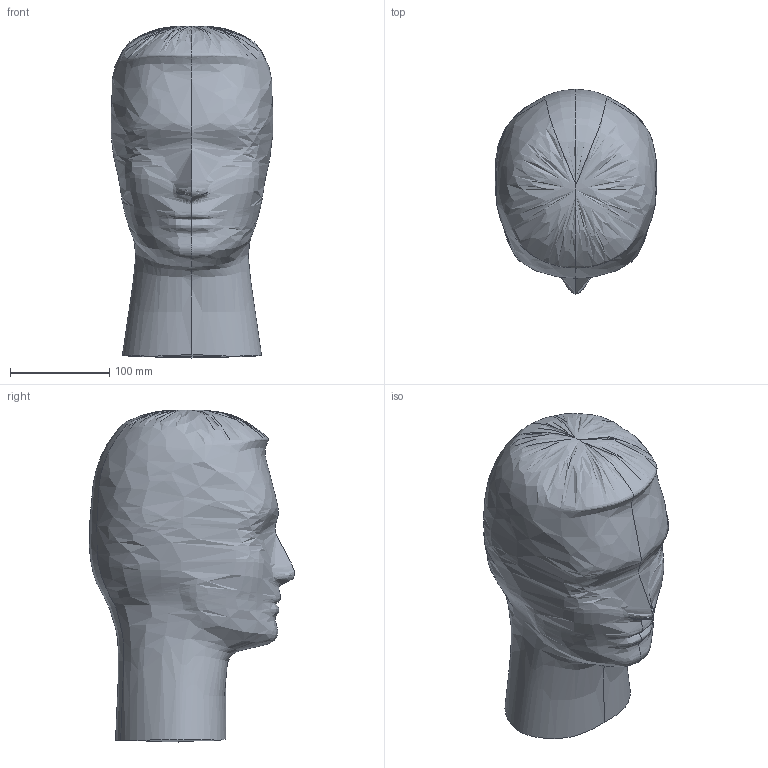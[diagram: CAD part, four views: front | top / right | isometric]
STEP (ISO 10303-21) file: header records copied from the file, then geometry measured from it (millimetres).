
FILE_DESCRIPTION (( 'STEP AP203' ), '1' );
FILE_NAME ('head_Default_sldprt.STEP', '2020-01-15T12:29:48', ( '' ), ( '' ), 'SwSTEP 2.0', 'SolidWorks 2017', '' );
FILE_SCHEMA (( 'CONFIG_CONTROL_DESIGN' ));
Length unit declared in the file: centimetre
Products named in the file (1): head_Default_sldprt
Bounding box: 162.45 x 206.24 x 333.88 mm (x, y, z)
Volume: 5704664.8 mm3; surface area: 186521.8 mm2
Topology: 1 solids, 1 shells, 14 faces, 33 edges, 22 vertices
Faces by surface type: bspline 6, plane 6, cylinder 2
Entity records: 7230 total; most frequent: CARTESIAN_POINT 6882, ORIENTED_EDGE 66, DIRECTION 36, EDGE_CURVE 33, VERTEX_POINT 22, B_SPLINE_CURVE_WITH_KNOTS 19, EDGE_LOOP 15, FACE_OUTER_BOUND 14
